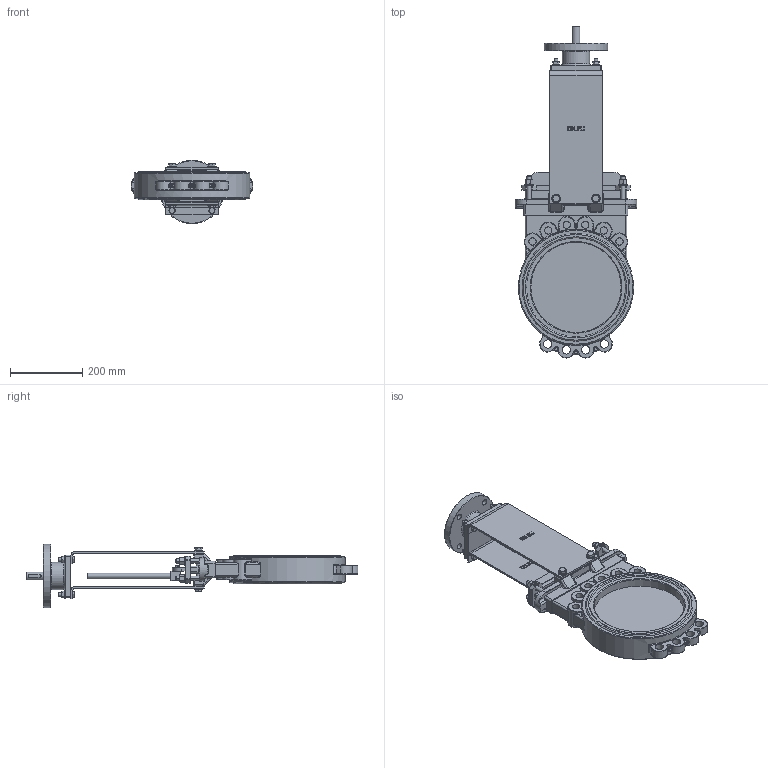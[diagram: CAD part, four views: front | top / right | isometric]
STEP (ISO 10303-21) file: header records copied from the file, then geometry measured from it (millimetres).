
FILE_DESCRIPTION(/* description */ (''),/* implementation_level */ '2;1');
FILE_NAME(/* name */ 'DN250_3D_STEP.stp',/* time_stamp */ '2025-09-04T02:00:24+03:00',/* author */ ('igorr'),/* organization */ (''),/* preprocessor_version */ 'ST-DEVELOPER v20',/* originating_system */ 'Autodesk Inventor 2025',/* authorisation */ '');
FILE_SCHEMA (('AUTOMOTIVE_DESIGN { 1 0 10303 214 3 1 1 }'));
Length unit declared in the file: millimetre
Products named in the file (11): Сборка1; Деталь1; AS 1110 - M8 x 12; Деталь2; Деталь3; DIN 126 - 11; AS 1110 - M10 x 40; ANSI B18.2.4.2M - M10x1,5; AS 1111 - M12 x 45; DIN 126 - 13,5; ANSI B18.2.4.2M - M12x1,75
Assembly tree (34 placements, depth 2):
  Сборка1
    Деталь1
    AS 1110 - M8 x 12  x2
    Деталь2  x2
    Деталь3
    DIN 126 - 11  x4
    AS 1110 - M10 x 40  x4
    ANSI B18.2.4.2M - M10x1,5  x4
    DIN 126 - 13,5  x8
    AS 1111 - M12 x 45  x4
    ANSI B18.2.4.2M - M12x1,75  x4
Bounding box: 336.85 x 918.42 x 175 mm (x, y, z)
Volume: 7275342.8 mm3; surface area: 897186.5 mm2
Topology: 34 solids, 34 shells, 1448 faces, 3332 edges, 1958 vertices
Faces by surface type: plane 547, cylinder 382, cone 192, bspline 149, torus 129, sphere 49
Full cylindrical faces by diameter (mm): 8 x4, 8.376 x4, 10 x6, 10.106 x4, 11 x4, 12 x12, 13 x2, 13.5 x8, 15 x1, 16 x8, 18 x4, 20 x16, 22 x1, 23 x4, 24 x8, 28 x1, 29 x1, 50 x1, 51 x1, 75 x1, 105 x1, 175 x1, 250 x2, 319 x1
Entity records: 34150 total; most frequent: CARTESIAN_POINT 9920, DIRECTION 4930, ORIENTED_EDGE 4726, EDGE_CURVE 2363, AXIS2_PLACEMENT_3D 1962, VERTEX_POINT 1390, EDGE_LOOP 1101, FACE_OUTER_BOUND 1017
